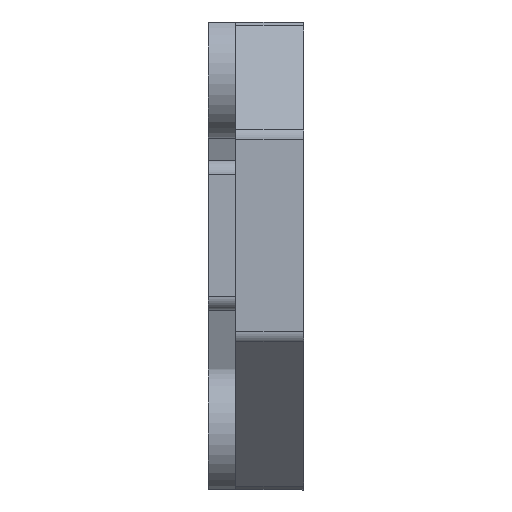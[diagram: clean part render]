
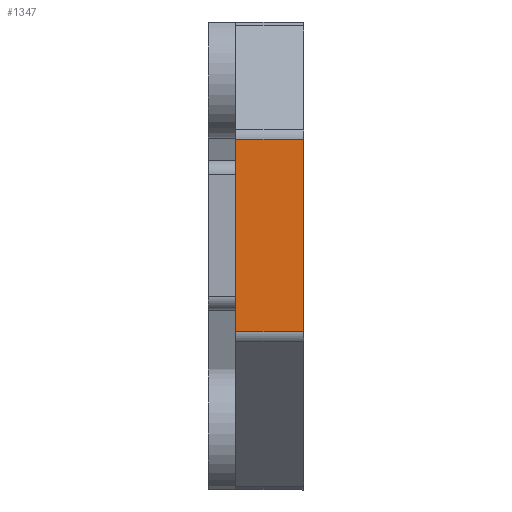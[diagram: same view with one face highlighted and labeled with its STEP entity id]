
A CAD part, left-side view. The second image highlights one B-rep face of the part: STEP entity #1347.
In plain terms, the highlighted planar face has unit normal (-1, 0, 0).
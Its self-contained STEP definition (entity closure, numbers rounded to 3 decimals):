
#59=PLANE('',#1461);
#98=FACE_OUTER_BOUND('',#184,.T.);
#184=EDGE_LOOP('',(#978,#979,#980,#981));
#271=LINE('',#2022,#379);
#295=LINE('',#2129,#403);
#300=LINE('',#2143,#408);
#301=LINE('',#2145,#409);
#379=VECTOR('',#1593,10.);
#403=VECTOR('',#1681,10.);
#408=VECTOR('',#1696,10.);
#409=VECTOR('',#1699,10.);
#571=VERTEX_POINT('',#2019);
#572=VERTEX_POINT('',#2021);
#623=VERTEX_POINT('',#2127);
#627=VERTEX_POINT('',#2141);
#704=EDGE_CURVE('',#571,#572,#271,.T.);
#758=EDGE_CURVE('',#623,#571,#295,.T.);
#765=EDGE_CURVE('',#572,#627,#300,.T.);
#766=EDGE_CURVE('',#627,#623,#301,.T.);
#978=ORIENTED_EDGE('',*,*,#758,.F.);
#979=ORIENTED_EDGE('',*,*,#766,.F.);
#980=ORIENTED_EDGE('',*,*,#765,.F.);
#981=ORIENTED_EDGE('',*,*,#704,.F.);
#1347=ADVANCED_FACE('',(#98),#59,.T.);
#1461=AXIS2_PLACEMENT_3D('',#2144,#1697,#1698);
#1593=DIRECTION('',(0.,0.,1.));
#1681=DIRECTION('',(0.,1.,0.));
#1696=DIRECTION('',(0.,-1.,0.));
#1697=DIRECTION('center_axis',(-1.,0.,0.));
#1698=DIRECTION('ref_axis',(0.,0.,
-1.));
#1699=DIRECTION('',(0.,0.,-1.));
#2019=CARTESIAN_POINT('',(-457.128,21.354,54.775));
#2021=CARTESIAN_POINT('',(-457.128,21.354,68.947));
#2022=CARTESIAN_POINT('',(-457.128,21.354,43.109));
#2127=CARTESIAN_POINT('',(-457.128,16.354,54.775));
#2129=CARTESIAN_POINT('',(-457.128,21.354,54.775));
#2141=CARTESIAN_POINT('',(-457.128,16.354,68.947));
#2143=CARTESIAN_POINT('',(-457.128,21.354,68.947));
#2144=CARTESIAN_POINT('Origin',(-457.128,21.354,69.361));
#2145=CARTESIAN_POINT('',(-457.128,16.354,43.109));
